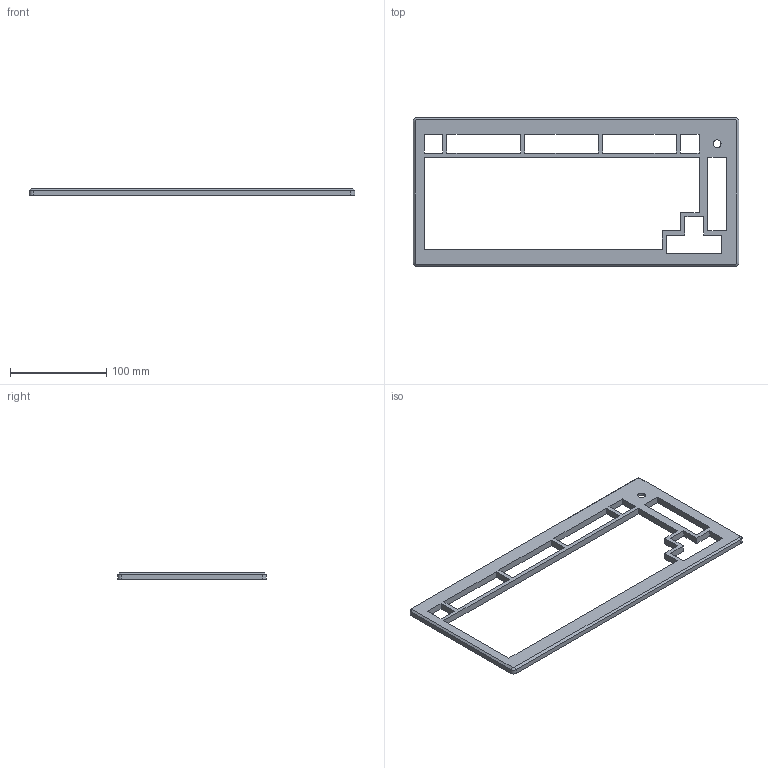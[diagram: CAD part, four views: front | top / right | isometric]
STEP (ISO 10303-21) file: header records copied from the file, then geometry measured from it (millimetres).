
FILE_DESCRIPTION(/* description */ (''),/* implementation_level */ '2;1');
FILE_NAME(/* name */ 'keeb.keeb.step',/* time_stamp */ '2025-10-27T23:06:23+05:30',/* author */ (''),/* organization */ (''),/* preprocessor_version */ 'ST-DEVELOPER v20.1',/* originating_system */ 'Autodesk Translation Framework v14.17.0.0',/* authorisation */ '');
FILE_SCHEMA (('AUTOMOTIVE_DESIGN { 1 0 10303 214 3 1 1 }'));
Length unit declared in the file: millimetre
Products named in the file (1): keeb
Bounding box: 338.77 x 154.51 x 7 mm (x, y, z)
Volume: 120464 mm3; surface area: 55170.1 mm2
Topology: 1 solids, 1 shells, 82 faces, 205 edges, 132 vertices
Faces by surface type: plane 61, cylinder 11, cone 10
Full cylindrical faces by diameter (mm): 4.25 x6, 8 x1
Entity records: 2506 total; most frequent: CARTESIAN_POINT 420, ORIENTED_EDGE 410, DIRECTION 403, EDGE_CURVE 205, LINE 173, VECTOR 173, VERTEX_POINT 132, AXIS2_PLACEMENT_3D 115
